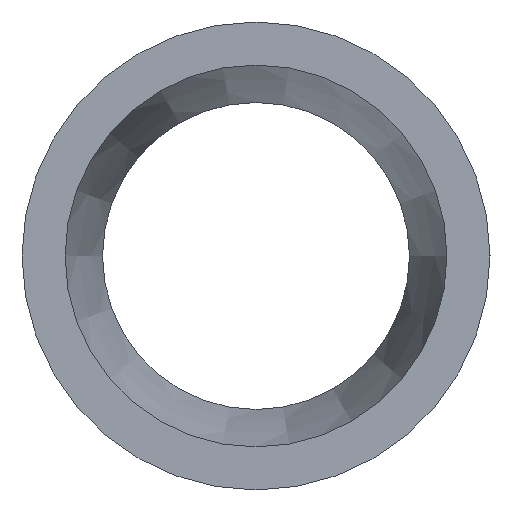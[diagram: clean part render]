
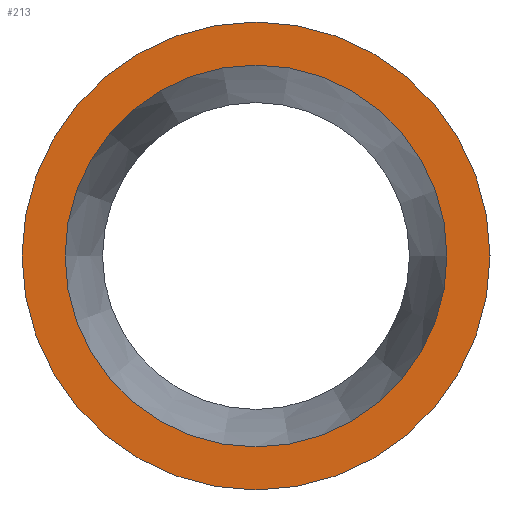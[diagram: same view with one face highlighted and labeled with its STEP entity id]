
A CAD part, left-side view. The second image highlights one B-rep face of the part: STEP entity #213.
In plain terms, the highlighted planar face has unit normal (-1, 0, 0).
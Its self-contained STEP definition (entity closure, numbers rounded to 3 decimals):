
#33=CARTESIAN_POINT('',(0.,37.5,0.));
#34=VERTEX_POINT('',#33);
#41=CARTESIAN_POINT('',(0.,0.,0.));
#42=DIRECTION('',(1.,0.,0.));
#43=DIRECTION('',(0.,1.,0.));
#44=AXIS2_PLACEMENT_3D('',#41,#42,#43);
#45=CIRCLE('',#44,37.5);
#46=EDGE_CURVE('',#34,#34,#45,.T.);
#178=CARTESIAN_POINT('',(0.,30.6,0.));
#179=VERTEX_POINT('',#178);
#186=CARTESIAN_POINT('',(0.,0.,0.));
#187=DIRECTION('',(1.,0.,0.));
#188=DIRECTION('',(0.,1.,0.));
#189=AXIS2_PLACEMENT_3D('',#186,#187,#188);
#190=CIRCLE('',#189,30.6);
#191=EDGE_CURVE('',#179,#179,#190,.T.);
#202=ORIENTED_EDGE('',*,*,#46,.F.);
#203=EDGE_LOOP('',(#202));
#204=FACE_OUTER_BOUND('',#203,.T.);
#205=ORIENTED_EDGE('',*,*,#191,.T.);
#206=EDGE_LOOP('',(#205));
#207=FACE_BOUND('',#206,.T.);
#208=CARTESIAN_POINT('',(0.,34.05,0.));
#209=DIRECTION('',(-1.,0.,0.));
#210=DIRECTION('',(0.,-1.,0.));
#211=AXIS2_PLACEMENT_3D('',#208,#209,#210);
#212=PLANE('',#211);
#213=ADVANCED_FACE('',(#204,#207),#212,.T.);
